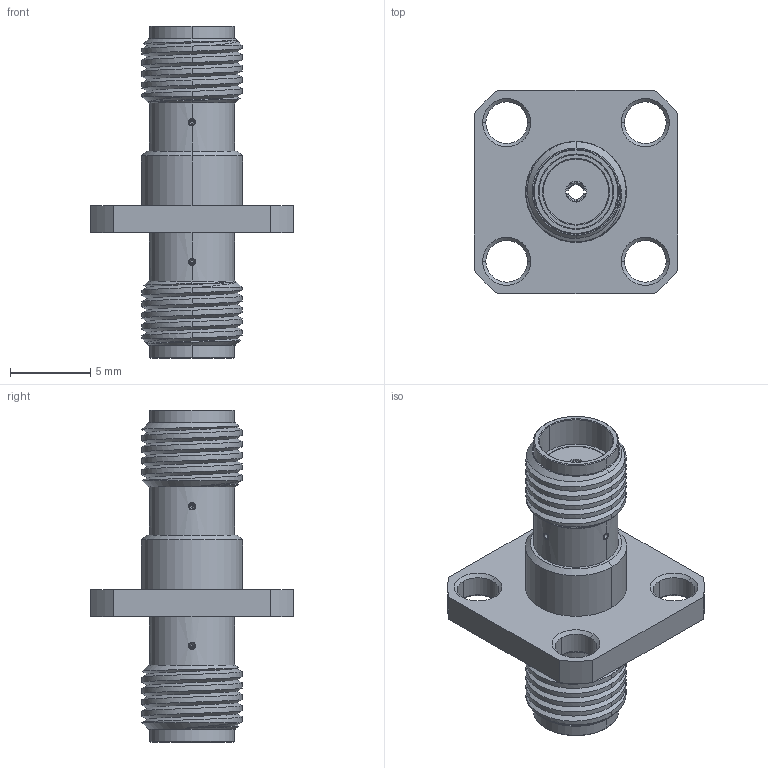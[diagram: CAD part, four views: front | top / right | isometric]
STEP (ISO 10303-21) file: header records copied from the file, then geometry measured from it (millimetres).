
FILE_DESCRIPTION (( 'STEP AP214' ), '1' );
FILE_NAME ('30-506-DS3.STEP', '2024-08-12T09:09:54', ( '' ), ( '' ), 'SwSTEP 2.0', 'SolidWorks 2024', '' );
FILE_SCHEMA (( 'AUTOMOTIVE_DESIGN' ));
Length unit declared in the file: millimetre
Products named in the file (1): 30-506-DS3
Bounding box: 12.7 x 12.7 x 20.7 mm (x, y, z)
Surface area: 943.7 mm2 (no closed solid volume)
Topology: 0 solids, 8 shells, 150 faces, 422 edges, 284 vertices
Faces by surface type: cone 58, cylinder 52, bspline 20, plane 20
Entity records: 6649 total; most frequent: CARTESIAN_POINT 2961, ORIENTED_EDGE 788, DIRECTION 734, EDGE_CURVE 422, AXIS2_PLACEMENT_3D 303, VERTEX_POINT 284, EDGE_LOOP 174, CIRCLE 172
